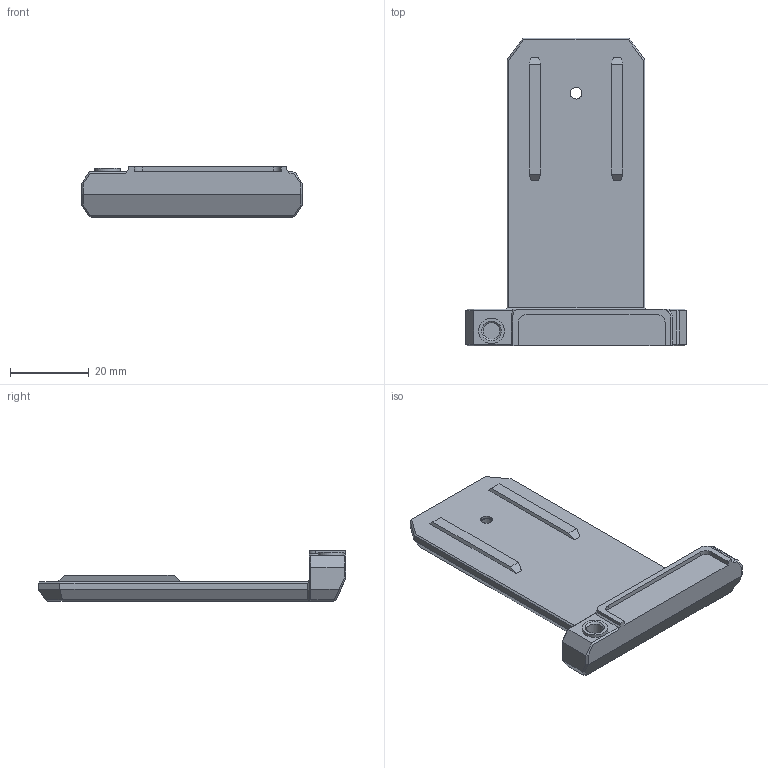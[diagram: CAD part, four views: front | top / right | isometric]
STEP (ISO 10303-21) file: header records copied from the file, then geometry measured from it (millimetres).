
FILE_DESCRIPTION(/* description */ (''),/* implementation_level */ '2;1');
FILE_NAME(/* name */ 'Adjustable Gantry - Wiper and rest.step',/* time_stamp */ '2025-07-21T20:24:18+12:00',/* author */ (''),/* organization */ (''),/* preprocessor_version */ 'ST-DEVELOPER v20.1',/* originating_system */ 'Autodesk Translation Framework v14.10.0.0',/* authorisation */ '');
FILE_SCHEMA (('AUTOMOTIVE_DESIGN { 1 0 10303 214 3 1 1 }'));
Length unit declared in the file: millimetre
Products named in the file (1): Adjustable Gantry & Static wipe & rests
Bounding box: 56 x 78 x 12.8 mm (x, y, z)
Volume: 17004.2 mm3; surface area: 8801.9 mm2
Topology: 1 solids, 3 shells, 131 faces, 302 edges, 182 vertices
Faces by surface type: plane 118, cylinder 8, cone 4, bspline 1
Full cylindrical faces by diameter (mm): 3 x1, 4.2 x1, 4.7 x1, 6.5 x1
Entity records: 3616 total; most frequent: CARTESIAN_POINT 659, ORIENTED_EDGE 604, DIRECTION 580, EDGE_CURVE 302, LINE 270, VECTOR 270, VERTEX_POINT 182, AXIS2_PLACEMENT_3D 155
